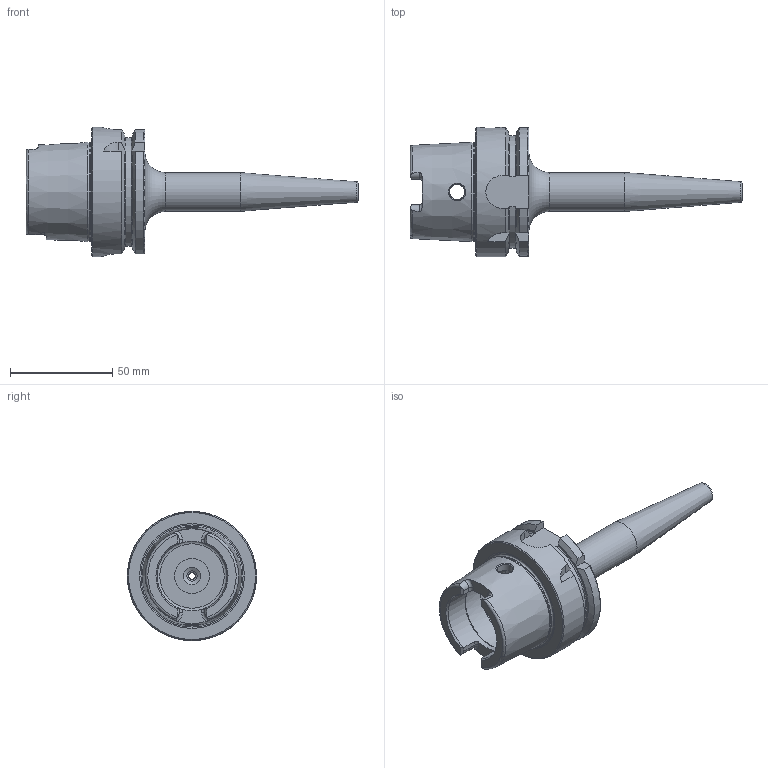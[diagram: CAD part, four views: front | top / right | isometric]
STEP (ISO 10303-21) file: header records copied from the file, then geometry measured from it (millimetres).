
FILE_DESCRIPTION(/* description */ (''),/* implementation_level */ '2;1');
FILE_NAME(/* name */ 'VQ310.stp',/* time_stamp */ '2021-12-01T13:11:51+09:00',/* author */ ('eos'),/* organization */ (''),/* preprocessor_version */ 'ST-DEVELOPER v18.1',/* originating_system */ 'Autodesk Inventor 2022',/* authorisation */ '');
FILE_SCHEMA (('AUTOMOTIVE_DESIGN { 1 0 10303 214 3 1 1 }'));
Length unit declared in the file: millimetre
Products named in the file (1): HSK63A
Bounding box: 162 x 63 x 63 mm (x, y, z)
Volume: 104026.1 mm3; surface area: 28934.9 mm2
Topology: 1 solids, 1 shells, 114 faces, 308 edges, 199 vertices
Faces by surface type: plane 40, cylinder 33, torus 23, cone 16, bspline 2
Full cylindrical faces by diameter (mm): 3.175 x1, 5 x1, 7.5 x2, 8.4 x1, 10 x1, 16.917 x1, 19 x2, 34 x2, 40 x1, 48.041 x1, 63 x1
Entity records: 4327 total; most frequent: CARTESIAN_POINT 1448, ORIENTED_EDGE 616, DIRECTION 592, EDGE_CURVE 308, AXIS2_PLACEMENT_3D 243, VERTEX_POINT 199, EDGE_LOOP 123, CIRCLE 122
